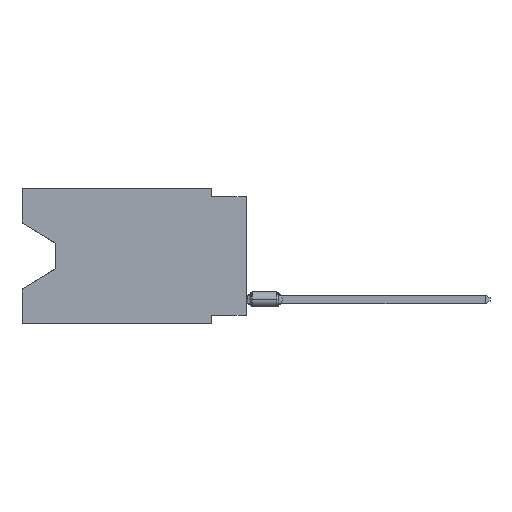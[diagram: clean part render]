
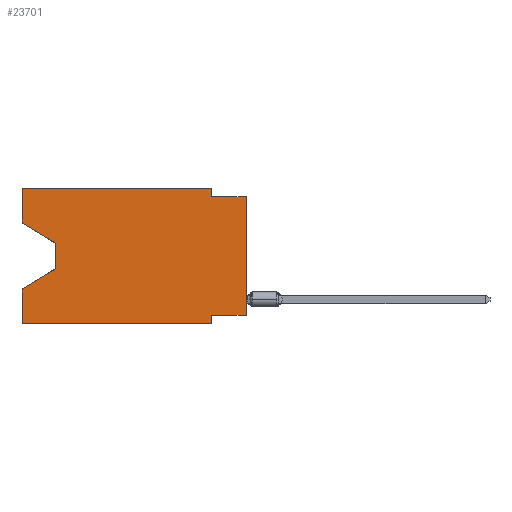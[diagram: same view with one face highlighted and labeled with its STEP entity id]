
A CAD part, left-side view. The second image highlights one B-rep face of the part: STEP entity #23701.
In plain terms, the highlighted planar face has unit normal (-1, 0, 0).
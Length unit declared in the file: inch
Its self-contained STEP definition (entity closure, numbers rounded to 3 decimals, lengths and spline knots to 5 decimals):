
#898 = CARTESIAN_POINT ( 'NONE',  ( 0., 0.645, 0. ) ) ;
#1206 = DIRECTION ( 'NONE',  ( 0., 0., 1. ) ) ;
#1343 = CARTESIAN_POINT ( 'NONE',  ( 0., 0.1, 0. ) ) ;
#1862 = LINE ( 'NONE', #17687, #15439 ) ;
#1971 = DIRECTION ( 'NONE',  ( 0., 0.855, -0.519 ) ) ;
#2028 = CARTESIAN_POINT ( 'NONE',  ( 0., 0.55, -0.158 ) ) ;
#2159 = VERTEX_POINT ( 'NONE', #19127 ) ;
#2164 = CARTESIAN_POINT ( 'NONE',  ( 0., 0.645, -0.39 ) ) ;
#2230 = EDGE_CURVE ( 'NONE', #2602, #22909, #25313, .T. ) ;
#2602 = VERTEX_POINT ( 'NONE', #14150 ) ;
#2734 = EDGE_CURVE ( 'NONE', #11250, #3027, #9408, .T. ) ;
#2980 = CARTESIAN_POINT ( 'NONE',  ( 0., 0.55, -0.232 ) ) ;
#3027 = VERTEX_POINT ( 'NONE', #2028 ) ;
#3067 = DIRECTION ( 'NONE',  ( 0., 0., -1. ) ) ;
#3486 = DIRECTION ( 'NONE',  ( 0., 0., -1. ) ) ;
#3501 = ORIENTED_EDGE ( 'NONE', *, *, #7407, .T. ) ;
#3831 = VECTOR ( 'NONE', #9062, 39.37008 ) ;
#3897 = CARTESIAN_POINT ( 'NONE',  ( 0., 0.1, -0.025 ) ) ;
#4410 = CARTESIAN_POINT ( 'NONE',  ( 0., 0., -0.025 ) ) ;
#4514 = LINE ( 'NONE', #22873, #8999 ) ;
#4692 = LINE ( 'NONE', #16752, #20999 ) ;
#4832 = VECTOR ( 'NONE', #22703, 39.37008 ) ;
#4940 = DIRECTION ( 'NONE',  ( 1., 0., 0. ) ) ;
#5381 = DIRECTION ( 'NONE',  ( 0., -0.855, -0.519 ) ) ;
#5918 = VECTOR ( 'NONE', #6649, 39.37008 ) ;
#6545 = VECTOR ( 'NONE', #1206, 39.37008 ) ;
#6649 = DIRECTION ( 'NONE',  ( 0., -1., 0. ) ) ;
#6821 = VERTEX_POINT ( 'NONE', #3897 ) ;
#7407 = EDGE_CURVE ( 'NONE', #12190, #20168, #4514, .T. ) ;
#7494 = DIRECTION ( 'NONE',  ( 0., 1., 0. ) ) ;
#7669 = ORIENTED_EDGE ( 'NONE', *, *, #2734, .T. ) ;
#7919 = VECTOR ( 'NONE', #1971, 39.37008 ) ;
#8665 = CARTESIAN_POINT ( 'NONE',  ( 0., 0.1, -0.39 ) ) ;
#8999 = VECTOR ( 'NONE', #16570, 39.37008 ) ;
#9062 = DIRECTION ( 'NONE',  ( 0., 0., -1. ) ) ;
#9084 = PLANE ( 'NONE',  #23751 ) ;
#9131 = ORIENTED_EDGE ( 'NONE', *, *, #14133, .F. ) ;
#9408 = LINE ( 'NONE', #23754, #20079 ) ;
#10155 = CARTESIAN_POINT ( 'NONE',  ( 0., 0.645, -0.28975 ) ) ;
#10223 = EDGE_CURVE ( 'NONE', #6821, #20168, #14454, .T. ) ;
#10274 = CARTESIAN_POINT ( 'NONE',  ( 0., 0.55, -0.232 ) ) ;
#10711 = DIRECTION ( 'NONE',  ( 0., 0., -1. ) ) ;
#11250 = VERTEX_POINT ( 'NONE', #17738 ) ;
#11695 = VECTOR ( 'NONE', #3486, 39.37008 ) ;
#11774 = CARTESIAN_POINT ( 'NONE',  ( 0., 0.645, 0. ) ) ;
#12190 = VERTEX_POINT ( 'NONE', #20327 ) ;
#12369 = LINE ( 'NONE', #14504, #4832 ) ;
#13288 = ORIENTED_EDGE ( 'NONE', *, *, #10223, .F. ) ;
#13518 = VERTEX_POINT ( 'NONE', #10155 ) ;
#13530 = LINE ( 'NONE', #1343, #11695 ) ;
#14133 = EDGE_CURVE ( 'NONE', #17259, #2159, #25038, .T. ) ;
#14150 = CARTESIAN_POINT ( 'NONE',  ( 0., 0.645, 0. ) ) ;
#14454 = LINE ( 'NONE', #4410, #16649 ) ;
#14504 = CARTESIAN_POINT ( 'NONE',  ( 0., 0.645, 0. ) ) ;
#15414 = EDGE_CURVE ( 'NONE', #3027, #16047, #4692, .T. ) ;
#15439 = VECTOR ( 'NONE', #7494, 39.37008 ) ;
#15580 = VECTOR ( 'NONE', #18486, 39.37008 ) ;
#15594 = ORIENTED_EDGE ( 'NONE', *, *, #20238, .F. ) ;
#15729 = ORIENTED_EDGE ( 'NONE', *, *, #23604, .T. ) ;
#16047 = VERTEX_POINT ( 'NONE', #2980 ) ;
#16570 = DIRECTION ( 'NONE',  ( 0., 0., 1. ) ) ;
#16649 = VECTOR ( 'NONE', #21036, 39.37008 ) ;
#16752 = CARTESIAN_POINT ( 'NONE',  ( 0., 0.55, -0.158 ) ) ;
#16873 = LINE ( 'NONE', #24930, #15580 ) ;
#17153 = CARTESIAN_POINT ( 'NONE',  ( 0., 0.645, 0. ) ) ;
#17259 = VERTEX_POINT ( 'NONE', #26100 ) ;
#17687 = CARTESIAN_POINT ( 'NONE',  ( 0., 0., -0.365 ) ) ;
#17693 = VERTEX_POINT ( 'NONE', #2164 ) ;
#17738 = CARTESIAN_POINT ( 'NONE',  ( 0., 0.645, -0.10025 ) ) ;
#18118 = EDGE_CURVE ( 'NONE', #12190, #17259, #1862, .T. ) ;
#18418 = CARTESIAN_POINT ( 'NONE',  ( 0., 0., -0.025 ) ) ;
#18486 = DIRECTION ( 'NONE',  ( 0., -1., 0. ) ) ;
#18576 = LINE ( 'NONE', #10274, #7919 ) ;
#19127 = CARTESIAN_POINT ( 'NONE',  ( 0., 0.1, -0.39 ) ) ;
#19192 = ORIENTED_EDGE ( 'NONE', *, *, #22218, .F. ) ;
#19312 = EDGE_LOOP ( 'NONE', ( #7669, #25112, #25984, #15594, #15729, #9131, #22277, #3501, #13288, #21340, #22552, #19192 ) ) ;
#20079 = VECTOR ( 'NONE', #5381, 39.37008 ) ;
#20168 = VERTEX_POINT ( 'NONE', #18418 ) ;
#20238 = EDGE_CURVE ( 'NONE', #17693, #13518, #12369, .T. ) ;
#20327 = CARTESIAN_POINT ( 'NONE',  ( 0., 0., -0.365 ) ) ;
#20849 = EDGE_CURVE ( 'NONE', #22909, #6821, #13530, .T. ) ;
#20999 = VECTOR ( 'NONE', #10711, 39.37008 ) ;
#21036 = DIRECTION ( 'NONE',  ( 0., -1., 0. ) ) ;
#21340 = ORIENTED_EDGE ( 'NONE', *, *, #20849, .F. ) ;
#22218 = EDGE_CURVE ( 'NONE', #11250, #2602, #25748, .T. ) ;
#22277 = ORIENTED_EDGE ( 'NONE', *, *, #18118, .F. ) ;
#22552 = ORIENTED_EDGE ( 'NONE', *, *, #2230, .F. ) ;
#22703 = DIRECTION ( 'NONE',  ( 0., 0., 1. ) ) ;
#22873 = CARTESIAN_POINT ( 'NONE',  ( 0., 0., 0. ) ) ;
#22909 = VERTEX_POINT ( 'NONE', #22993 ) ;
#22993 = CARTESIAN_POINT ( 'NONE',  ( 0., 0.1, 0. ) ) ;
#23604 = EDGE_CURVE ( 'NONE', #17693, #2159, #16873, .T. ) ;
#23701 = ADVANCED_FACE ( 'NONE', ( #25589 ), #9084, .F. ) ;
#23751 = AXIS2_PLACEMENT_3D ( 'NONE', #17153, #4940, #3067 ) ;
#23754 = CARTESIAN_POINT ( 'NONE',  ( 0., 0.645, -0.10025 ) ) ;
#23957 = EDGE_CURVE ( 'NONE', #16047, #13518, #18576, .T. ) ;
#24930 = CARTESIAN_POINT ( 'NONE',  ( 0., 0.645, -0.39 ) ) ;
#25038 = LINE ( 'NONE', #8665, #3831 ) ;
#25112 = ORIENTED_EDGE ( 'NONE', *, *, #15414, .T. ) ;
#25313 = LINE ( 'NONE', #898, #5918 ) ;
#25589 = FACE_OUTER_BOUND ( 'NONE', #19312, .T. ) ;
#25748 = LINE ( 'NONE', #11774, #6545 ) ;
#25984 = ORIENTED_EDGE ( 'NONE', *, *, #23957, .T. ) ;
#26100 = CARTESIAN_POINT ( 'NONE',  ( 0., 0.1, -0.365 ) ) ;
